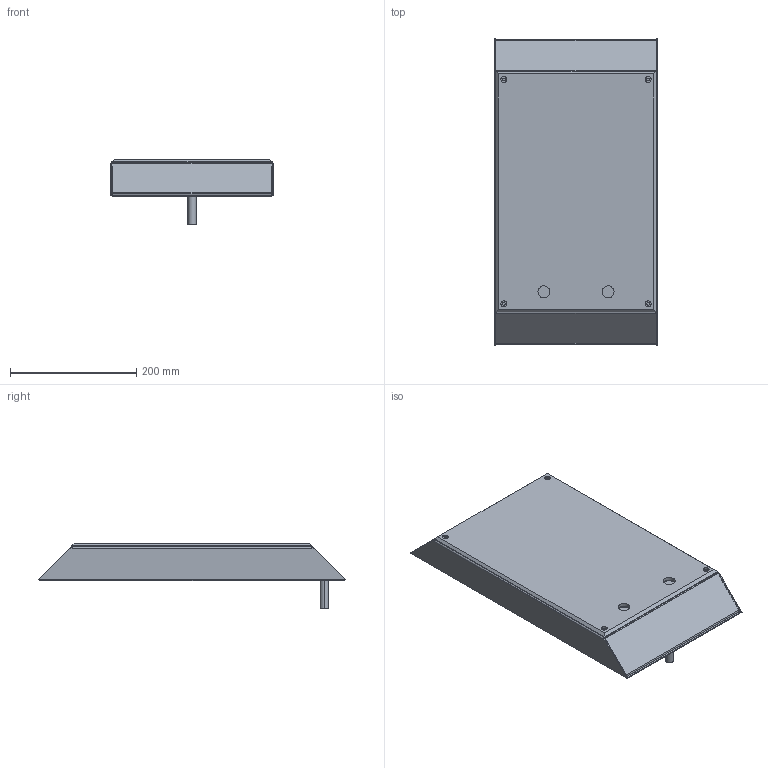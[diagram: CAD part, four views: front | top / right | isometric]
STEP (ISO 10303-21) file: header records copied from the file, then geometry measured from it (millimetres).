
FILE_DESCRIPTION (( 'STEP AP203' ), '1' );
FILE_NAME ('Water ATm.STEP', '2015-09-27T13:47:24', ( '' ), ( '' ), 'SwSTEP 2.0', 'SolidWorks 2015', '' );
FILE_SCHEMA (( 'CONFIG_CONTROL_DESIGN' ));
Length unit declared in the file: centimetre
Products named in the file (9): plexiglas; lock; Locking Rod; linkingrod; Water ATm; backplate 2; Back Plate; Arcylic; LEDhousing
Assembly tree (10 placements, depth 2):
  Water ATm
    backplate 2
    Back Plate
    Arcylic
    LEDhousing
    plexiglas
    lock  x3
    Locking Rod
    linkingrod
Bounding box: 257 x 486.84 x 103.3 mm (x, y, z)
Volume: 1261746.3 mm3; surface area: 1092245.6 mm2
Topology: 10 solids, 10 shells, 410 faces, 970 edges, 580 vertices
Faces by surface type: plane 212, cylinder 150, bspline 24, cone 24
Entity records: 12519 total; most frequent: CARTESIAN_POINT 2607, DIRECTION 1836, ORIENTED_EDGE 1796, EDGE_CURVE 898, AXIS2_PLACEMENT_3D 615, VECTOR 606, LINE 606, VERTEX_POINT 548
